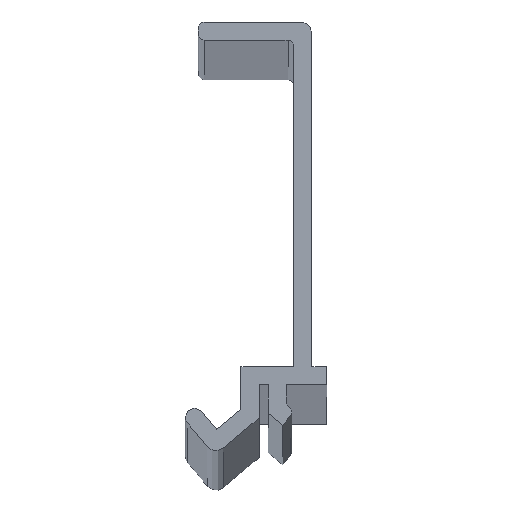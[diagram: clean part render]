
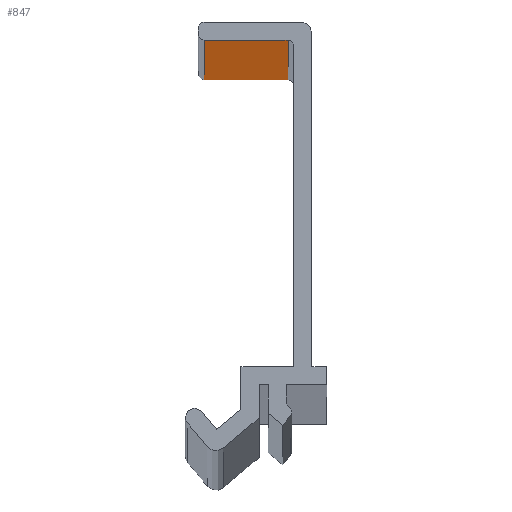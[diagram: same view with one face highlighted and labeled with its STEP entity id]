
A CAD part, top view. The second image highlights one B-rep face of the part: STEP entity #847.
In plain terms, the highlighted planar face has unit normal (0, -1, 0).
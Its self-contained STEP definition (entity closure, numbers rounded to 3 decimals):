
#24 = VERTEX_POINT ( 'NONE', #276 ) ;
#44 = DIRECTION ( 'NONE',  ( 0., 1., 0. ) ) ;
#81 = DIRECTION ( 'NONE',  ( 0., 0., -1. ) ) ;
#91 = ORIENTED_EDGE ( 'NONE', *, *, #983, .T. ) ;
#119 = CARTESIAN_POINT ( 'NONE',  ( 2.9, 36.2, 1000. ) ) ;
#121 = VECTOR ( 'NONE', #523, 1000. ) ;
#127 = AXIS2_PLACEMENT_3D ( 'NONE', #658, #44, #1050 ) ;
#135 = CARTESIAN_POINT ( 'NONE',  ( 2.9, 36.2, -1000. ) ) ;
#170 = ORIENTED_EDGE ( 'NONE', *, *, #789, .F. ) ;
#192 = LINE ( 'NONE', #356, #121 ) ;
#276 = CARTESIAN_POINT ( 'NONE',  ( -4.5, 36.2, 1000. ) ) ;
#293 = CARTESIAN_POINT ( 'NONE',  ( -4.5, 36.2, -1000. ) ) ;
#328 = CARTESIAN_POINT ( 'NONE',  ( -4.5, 36.2, -1000. ) ) ;
#333 = LINE ( 'NONE', #732, #861 ) ;
#343 = VERTEX_POINT ( 'NONE', #119 ) ;
#356 = CARTESIAN_POINT ( 'NONE',  ( -4.5, 36.2, 1000. ) ) ;
#377 = VECTOR ( 'NONE', #81, 1000. ) ;
#386 = ORIENTED_EDGE ( 'NONE', *, *, #694, .T. ) ;
#389 = DIRECTION ( 'NONE',  ( 0., 0., -1. ) ) ;
#414 = VERTEX_POINT ( 'NONE', #293 ) ;
#417 = VECTOR ( 'NONE', #484, 1000. ) ;
#450 = EDGE_LOOP ( 'NONE', ( #386, #586, #170, #91 ) ) ;
#484 = DIRECTION ( 'NONE',  ( 1., 0., 0. ) ) ;
#517 = LINE ( 'NONE', #328, #417 ) ;
#523 = DIRECTION ( 'NONE',  ( 1., 0., 0. ) ) ;
#586 = ORIENTED_EDGE ( 'NONE', *, *, #904, .F. ) ;
#601 = LINE ( 'NONE', #751, #377 ) ;
#627 = PLANE ( 'NONE',  #127 ) ;
#658 = CARTESIAN_POINT ( 'NONE',  ( -4.5, 36.2, 1000. ) ) ;
#694 = EDGE_CURVE ( 'NONE', #414, #884, #517, .T. ) ;
#732 = CARTESIAN_POINT ( 'NONE',  ( 2.9, 36.2, 1000. ) ) ;
#751 = CARTESIAN_POINT ( 'NONE',  ( -4.5, 36.2, 1000. ) ) ;
#789 = EDGE_CURVE ( 'NONE', #24, #343, #192, .T. ) ;
#847 = ADVANCED_FACE ( 'NONE', ( #1066 ), #627, .F. ) ;
#861 = VECTOR ( 'NONE', #389, 1000. ) ;
#884 = VERTEX_POINT ( 'NONE', #135 ) ;
#904 = EDGE_CURVE ( 'NONE', #343, #884, #333, .T. ) ;
#983 = EDGE_CURVE ( 'NONE', #24, #414, #601, .T. ) ;
#1050 = DIRECTION ( 'NONE',  ( 0., 0., 1. ) ) ;
#1066 = FACE_OUTER_BOUND ( 'NONE', #450, .T. ) ;
